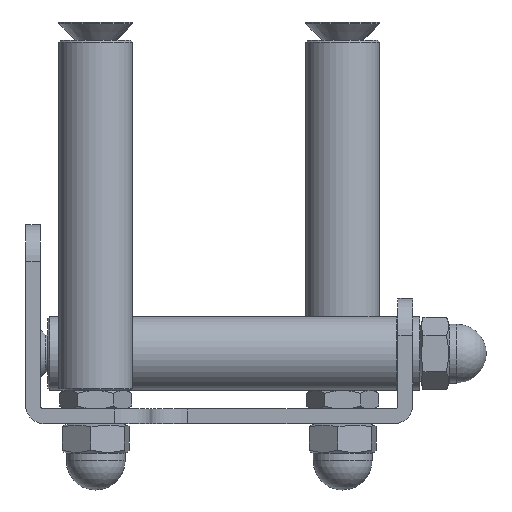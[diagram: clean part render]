
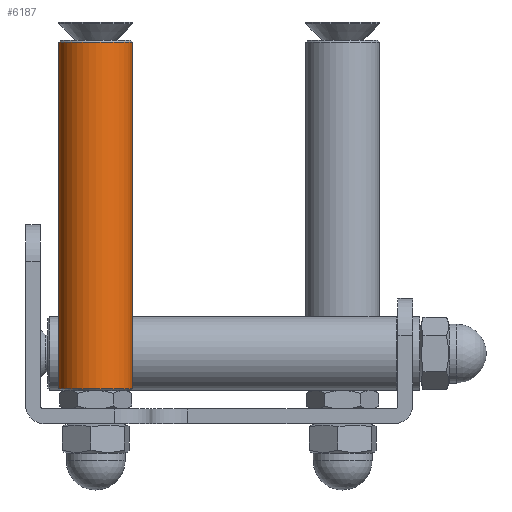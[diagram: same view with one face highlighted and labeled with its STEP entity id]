
A CAD part, left-side view. The second image highlights one B-rep face of the part: STEP entity #6187.
In plain terms, the highlighted cylindrical face has radius 10 mm (diameter 20 mm), a full revolution.
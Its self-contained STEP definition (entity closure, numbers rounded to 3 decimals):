
#259=CIRCLE('',#6557,10.);
#260=CIRCLE('',#6559,10.);
#339=CYLINDRICAL_SURFACE('',#6558,10.);
#1470=ORIENTED_EDGE('',*,*,#2386,.T.);
#1471=ORIENTED_EDGE('',*,*,#2387,.T.);
#2386=EDGE_CURVE('',#2897,#2897,#259,.T.);
#2387=EDGE_CURVE('',#2898,#2898,#260,.T.);
#2897=VERTEX_POINT('',#8897);
#2898=VERTEX_POINT('',#8900);
#3378=EDGE_LOOP('',(#1470));
#3379=EDGE_LOOP('',(#1471));
#3740=FACE_BOUND('',#3378,.T.);
#3741=FACE_BOUND('',#3379,.T.);
#6187=ADVANCED_FACE('',(#3740,#3741),#339,.T.);
#6557=AXIS2_PLACEMENT_3D('',#8896,#7354,#7355);
#6558=AXIS2_PLACEMENT_3D('',#8898,#7356,#7357);
#6559=AXIS2_PLACEMENT_3D('',#8899,#7358,#7359);
#7354=DIRECTION('',(0.,0.,-1.));
#7355=DIRECTION('',(0.,1.,0.));
#7356=DIRECTION('',(0.,0.,-1.));
#7357=DIRECTION('',(0.,1.,0.));
#7358=DIRECTION('',(0.,0.,1.));
#7359=DIRECTION('',(0.,-1.,0.));
#8896=CARTESIAN_POINT('',(-50.,-15.,99.5));
#8897=CARTESIAN_POINT('',(-50.,-5.,99.5));
#8898=CARTESIAN_POINT('',(-50.,-15.,-55.));
#8899=CARTESIAN_POINT('',(-50.,-15.,5.5));
#8900=CARTESIAN_POINT('',(-50.,-25.,5.5));
